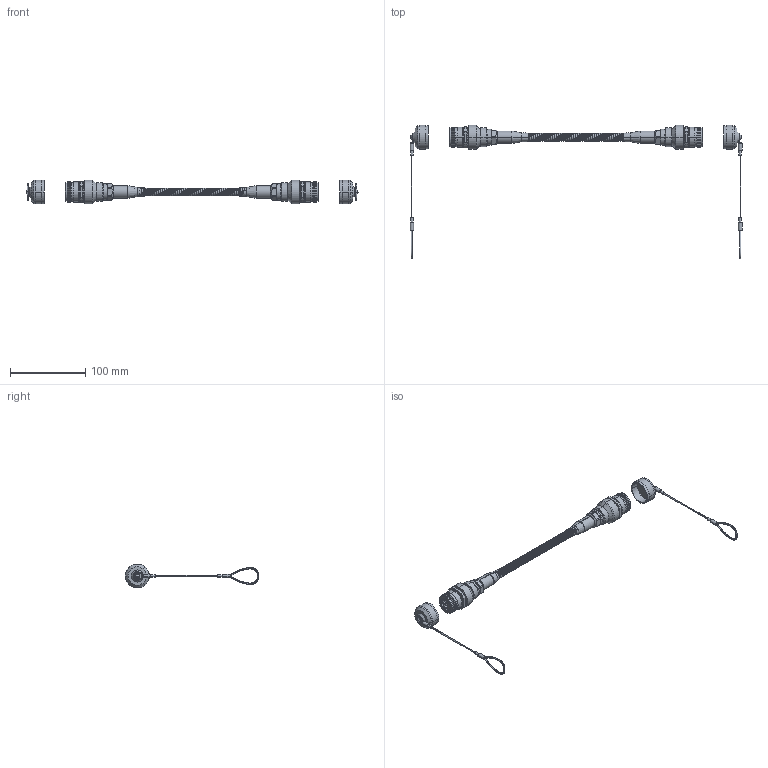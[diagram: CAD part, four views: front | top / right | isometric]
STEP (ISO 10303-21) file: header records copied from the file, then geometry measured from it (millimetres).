
FILE_DESCRIPTION (( 'STEP AP214' ), '1' );
FILE_NAME ('TRD8RGMT3.STEP', '2013-09-30T15:53:14', ( 'L-Com' ), ( 'L-Com Global Connectivity' ), 'SwSTEP 2.0', 'SolidWorks 2012', '' );
FILE_SCHEMA (( 'AUTOMOTIVE_DESIGN' ));
Length unit declared in the file: inch
Products named in the file (14): TRD8RGMT-S1-MA1; 3AC13-001(OD10xID8mm); ECRP5103UB0; ECRU5213U00; 3AB10-041-MA1; 3AB10-041; ECRP5103UA0-MA7; ECRP5103UA0-MA6; ECRP5103UA0-MA5; ECRP5103UA0-MA4; ECRP5103UA0-MA2; ECRP5103UA0-MA1; 1AL03-103; TRD8RGMT3
Assembly tree (15 placements, depth 4):
  TRD8RGMT3
    1AL03-103
    ECRP5103UB0  x2
      ECRP5103UA0-MA1
      ECRP5103UA0-MA2
      ECRP5103UA0-MA4
      ECRP5103UA0-MA5
      ECRP5103UA0-MA6
      ECRP5103UA0-MA7
      ECRU5213U00
        3AB10-041
        3AB10-041-MA1
    3AC13-001(OD10xID8mm)
    TRD8RGMT-S1-MA1  x2
Bounding box: 440.14 x 176.84 x 31.75 mm (x, y, z)
Volume: 79164.7 mm3; surface area: 74014.3 mm2
Topology: 22 solids, 22 shells, 1101 faces, 2600 edges, 1594 vertices
Faces by surface type: cylinder 397, plane 344, cone 292, torus 48, bspline 20
Entity records: 29382 total; most frequent: CARTESIAN_POINT 11918, ORIENTED_EDGE 2954, DIRECTION 2888, EDGE_CURVE 1477, AXIS2_PLACEMENT_3D 1089, VERTEX_POINT 916, VECTOR 710, LINE 710
